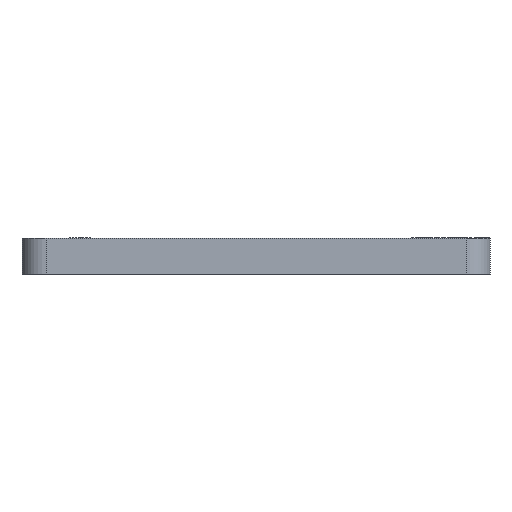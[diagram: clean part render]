
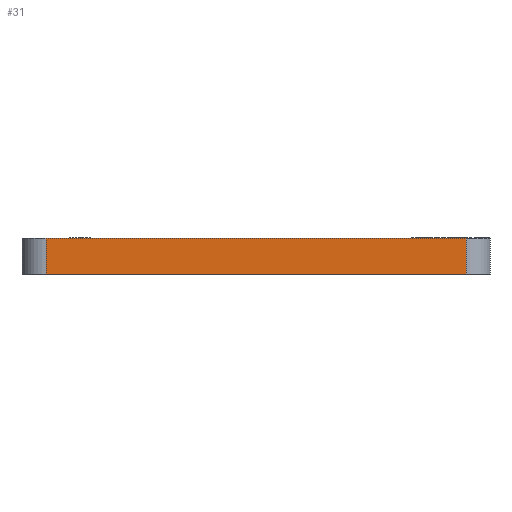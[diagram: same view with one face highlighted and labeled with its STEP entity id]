
A CAD part, front view. The second image highlights one B-rep face of the part: STEP entity #31.
In plain terms, the highlighted planar face has unit normal (0, -1, 0).
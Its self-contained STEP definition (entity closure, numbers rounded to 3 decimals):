
#31 = ADVANCED_FACE ( 'NONE', ( #302 ), #372, .F. ) ;
#62 = CARTESIAN_POINT ( 'NONE',  ( 0., 0., 0. ) ) ;
#81 = EDGE_CURVE ( 'NONE', #977, #586, #875, .T. ) ;
#96 = VECTOR ( 'NONE', #403, 1000. ) ;
#154 = DIRECTION ( 'NONE',  ( 0., 0., -1. ) ) ;
#164 = AXIS2_PLACEMENT_3D ( 'NONE', #628, #525, #603 ) ;
#234 = LINE ( 'NONE', #401, #709 ) ;
#248 = LINE ( 'NONE', #557, #914 ) ;
#255 = VECTOR ( 'NONE', #789, 1000. ) ;
#258 = ORIENTED_EDGE ( 'NONE', *, *, #697, .F. ) ;
#302 = FACE_OUTER_BOUND ( 'NONE', #367, .T. ) ;
#311 = DIRECTION ( 'NONE',  ( 1., 0., 0. ) ) ;
#336 = ORIENTED_EDGE ( 'NONE', *, *, #470, .T. ) ;
#339 = ORIENTED_EDGE ( 'NONE', *, *, #81, .T. ) ;
#367 = EDGE_LOOP ( 'NONE', ( #258, #370, #336, #339 ) ) ;
#370 = ORIENTED_EDGE ( 'NONE', *, *, #610, .T. ) ;
#372 = PLANE ( 'NONE',  #164 ) ;
#395 = CARTESIAN_POINT ( 'NONE',  ( 37., 0., 3. ) ) ;
#401 = CARTESIAN_POINT ( 'NONE',  ( 0., 0., 3. ) ) ;
#403 = DIRECTION ( 'NONE',  ( 0., 0., 1. ) ) ;
#470 = EDGE_CURVE ( 'NONE', #474, #977, #564, .T. ) ;
#474 = VERTEX_POINT ( 'NONE', #546 ) ;
#506 = VERTEX_POINT ( 'NONE', #860 ) ;
#525 = DIRECTION ( 'NONE',  ( 0., 1., 0. ) ) ;
#546 = CARTESIAN_POINT ( 'NONE',  ( 2., 0., 0. ) ) ;
#557 = CARTESIAN_POINT ( 'NONE',  ( 2., 0., 3. ) ) ;
#564 = LINE ( 'NONE', #62, #255 ) ;
#586 = VERTEX_POINT ( 'NONE', #395 ) ;
#603 = DIRECTION ( 'NONE',  ( 0., 0., 1. ) ) ;
#610 = EDGE_CURVE ( 'NONE', #506, #474, #248, .T. ) ;
#628 = CARTESIAN_POINT ( 'NONE',  ( 0., 0., 3. ) ) ;
#697 = EDGE_CURVE ( 'NONE', #506, #586, #234, .T. ) ;
#709 = VECTOR ( 'NONE', #311, 1000. ) ;
#789 = DIRECTION ( 'NONE',  ( 1., 0., 0. ) ) ;
#860 = CARTESIAN_POINT ( 'NONE',  ( 2., 0., 3. ) ) ;
#875 = LINE ( 'NONE', #938, #96 ) ;
#914 = VECTOR ( 'NONE', #154, 1000. ) ;
#938 = CARTESIAN_POINT ( 'NONE',  ( 37., 0., 3. ) ) ;
#952 = CARTESIAN_POINT ( 'NONE',  ( 37., 0., 0. ) ) ;
#977 = VERTEX_POINT ( 'NONE', #952 ) ;
